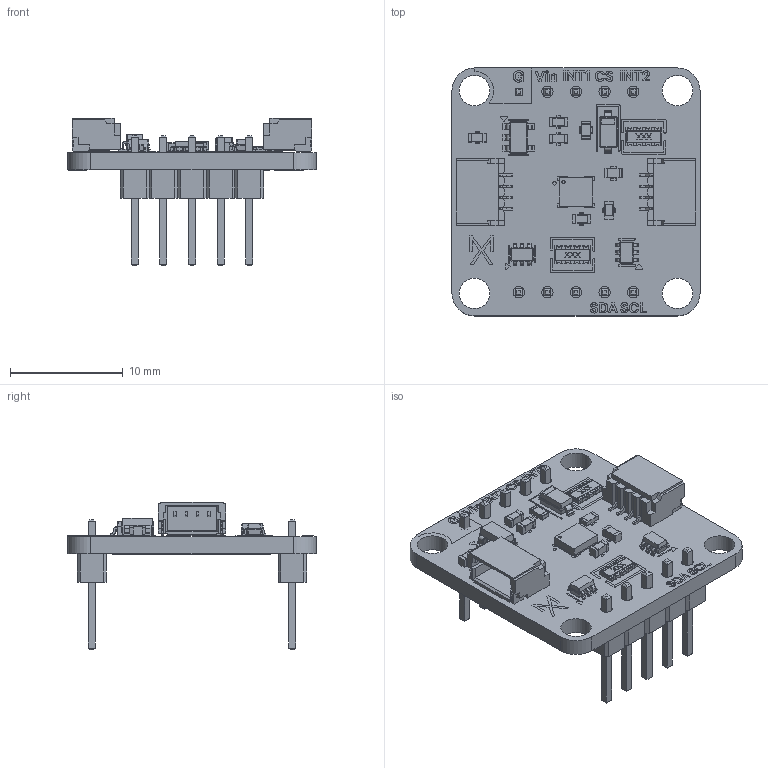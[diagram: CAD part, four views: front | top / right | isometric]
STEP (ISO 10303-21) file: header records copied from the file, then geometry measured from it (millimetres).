
FILE_DESCRIPTION(('KiCad electronic assembly'),'2;1');
FILE_NAME('AX22-0054.step','2025-12-04T21:50:03',('Pcbnew'),('Kicad'), 'Open CASCADE STEP processor 7.8','KiCad to STEP converter','Unknown' );
FILE_SCHEMA(('AUTOMOTIVE_DESIGN { 1 0 10303 214 1 1 1 1 }'));
Length unit declared in the file: millimetre
Products named in the file (12): AX22-0054 1; R_0603_1608Metric; C_0603_1608Metric; SOT-363_SC-70-6; LSM6DS3--3DModel-STEP-56544; SOT-23-5; D_SOD-123; PinHeader_1x05_P2.54mm_Vertical; SM04B-SRSS-TB(LF)(SN)--3DModel-STEP-269445; CAT16-F4, -J4; AX22-Accelerometer-LSM6DS3TR_silkscreen; AX22-Accelerometer-LSM6DS3TR_PCB
Assembly tree (20 placements, depth 2):
  AX22-0054 1
    R_0603_1608Metric  x2
    C_0603_1608Metric  x5
    SOT-363_SC-70-6  x2
    LSM6DS3--3DModel-STEP-56544
    SOT-23-5
    D_SOD-123
    PinHeader_1x05_P2.54mm_Vertical  x2
    SM04B-SRSS-TB(LF)(SN)--3DModel-STEP-269445  x2
    CAT16-F4, -J4  x2
    AX22-Accelerometer-LSM6DS3TR_silkscreen
    AX22-Accelerometer-LSM6DS3TR_PCB
Bounding box: 22 x 22 x 13.11 mm (x, y, z)
Volume: 989 mm3; surface area: 2270.7 mm2
Topology: 47 solids, 141 shells, 2053 faces, 7075 edges, 5240 vertices
Faces by surface type: plane 1476, cylinder 422, bspline 139, sphere 16
Full cylindrical faces by diameter (mm): 1 x10, 2.7 x4
Entity records: 56180 total; most frequent: CARTESIAN_POINT 11060, DIRECTION 7740, ORIENTED_EDGE 7720, EDGE_CURVE 4843, LINE 3920, VECTOR 3920, VERTEX_POINT 3810, AXIS2_PLACEMENT_3D 1910
